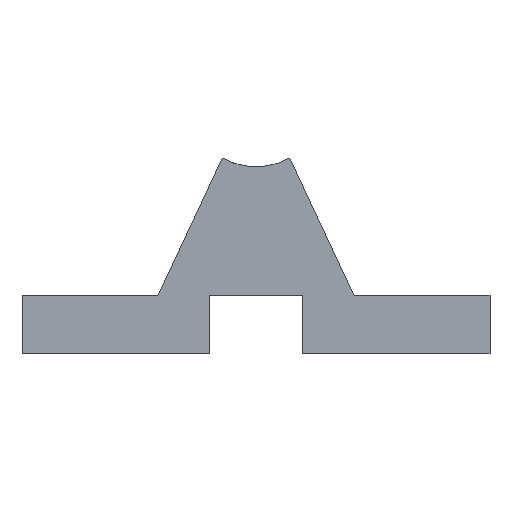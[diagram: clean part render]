
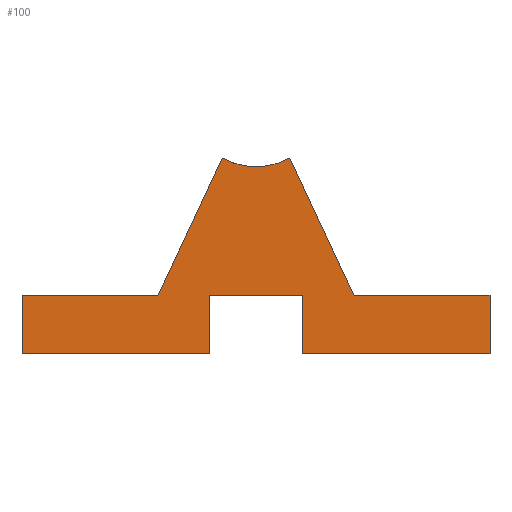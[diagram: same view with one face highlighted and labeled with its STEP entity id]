
A CAD part, front view. The second image highlights one B-rep face of the part: STEP entity #100.
In plain terms, the highlighted planar face has unit normal (0, -1, 0).
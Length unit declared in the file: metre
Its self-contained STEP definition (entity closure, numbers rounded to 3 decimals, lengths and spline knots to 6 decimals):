
#100 = ADVANCED_FACE( '', ( #256 ), #257, .T. );
#256 = FACE_OUTER_BOUND( '', #449, .T. );
#257 = PLANE( '', #450 );
#449 = EDGE_LOOP( '', ( #695, #696, #697, #698, #699, #700, #701, #702, #703, #704, #705, #706 ) );
#450 = AXIS2_PLACEMENT_3D( '', #707, #708, #709 );
#695 = ORIENTED_EDGE( '', *, *, #938, .F. );
#696 = ORIENTED_EDGE( '', *, *, #935, .T. );
#697 = ORIENTED_EDGE( '', *, *, #893, .T. );
#698 = ORIENTED_EDGE( '', *, *, #939, .T. );
#699 = ORIENTED_EDGE( '', *, *, #940, .F. );
#700 = ORIENTED_EDGE( '', *, *, #941, .F. );
#701 = ORIENTED_EDGE( '', *, *, #926, .F. );
#702 = ORIENTED_EDGE( '', *, *, #942, .F. );
#703 = ORIENTED_EDGE( '', *, *, #880, .F. );
#704 = ORIENTED_EDGE( '', *, *, #921, .F. );
#705 = ORIENTED_EDGE( '', *, *, #907, .F. );
#706 = ORIENTED_EDGE( '', *, *, #870, .F. );
#707 = CARTESIAN_POINT( '', ( 0., 0., 0.022 ) );
#708 = DIRECTION( '', ( 0., -1., 0. ) );
#709 = DIRECTION( '', ( 0., 0., -1. ) );
#870 = EDGE_CURVE( '', #1002, #1003, #1004, .T. );
#880 = EDGE_CURVE( '', #1020, #1021, #1022, .T. );
#893 = EDGE_CURVE( '', #1046, #1044, #1047, .T. );
#907 = EDGE_CURVE( '', #1003, #1071, #1072, .T. );
#921 = EDGE_CURVE( '', #1071, #1020, #1092, .T. );
#926 = EDGE_CURVE( '', #1099, #1100, #1101, .T. );
#935 = EDGE_CURVE( '', #1116, #1046, #1117, .T. );
#938 = EDGE_CURVE( '', #1116, #1002, #1120, .T. );
#939 = EDGE_CURVE( '', #1044, #1121, #1122, .T. );
#940 = EDGE_CURVE( '', #1123, #1121, #1124, .T. );
#941 = EDGE_CURVE( '', #1100, #1123, #1125, .T. );
#942 = EDGE_CURVE( '', #1021, #1099, #1126, .T. );
#1002 = VERTEX_POINT( '', #1322 );
#1003 = VERTEX_POINT( '', #1323 );
#1004 = LINE( '', #1324, #1325 );
#1020 = VERTEX_POINT( '', #1470 );
#1021 = VERTEX_POINT( '', #1471 );
#1022 = CIRCLE( '', #1472, 0.006 );
#1044 = VERTEX_POINT( '', #1749 );
#1046 = VERTEX_POINT( '', #1752 );
#1047 = LINE( '', #1753, #1754 );
#1071 = VERTEX_POINT( '', #1779 );
#1072 = LINE( '', #1780, #1781 );
#1092 = LINE( '', #1803, #1804 );
#1099 = VERTEX_POINT( '', #1812 );
#1100 = VERTEX_POINT( '', #1813 );
#1101 = LINE( '', #1814, #1815 );
#1116 = VERTEX_POINT( '', #1834 );
#1117 = LINE( '', #1835, #1836 );
#1120 = LINE( '', #1840, #1841 );
#1121 = VERTEX_POINT( '', #1842 );
#1122 = LINE( '', #1843, #1844 );
#1123 = VERTEX_POINT( '', #1845 );
#1124 = LINE( '', #1846, #1847 );
#1125 = LINE( '', #1848, #1849 );
#1126 = LINE( '', #1850, #1851 );
#1322 = CARTESIAN_POINT( '', ( -0.02, 0., 0. ) );
#1323 = CARTESIAN_POINT( '', ( -0.02, 0., 0.005 ) );
#1324 = CARTESIAN_POINT( '', ( -0.02, 0., 0. ) );
#1325 = VECTOR( '', #1926, 1. );
#1470 = CARTESIAN_POINT( '', ( -0.0029, 0., 0.016747 ) );
#1471 = CARTESIAN_POINT( '', ( 0.0029, 0., 0.016747 ) );
#1472 = AXIS2_PLACEMENT_3D( '', #1936, #1937, #1938 );
#1749 = CARTESIAN_POINT( '', ( 0.004, 0., 0.005 ) );
#1752 = CARTESIAN_POINT( '', ( -0.004, 0., 0.005 ) );
#1753 = CARTESIAN_POINT( '', ( -0.004, 0., 0.005 ) );
#1754 = VECTOR( '', #1952, 1. );
#1779 = CARTESIAN_POINT( '', ( -0.008378, 0., 0.005 ) );
#1780 = CARTESIAN_POINT( '', ( -0.02, 0., 0.005 ) );
#1781 = VECTOR( '', #1984, 1. );
#1803 = CARTESIAN_POINT( '', ( -0.008378, 0., 0.005 ) );
#1804 = VECTOR( '', #2002, 1. );
#1812 = CARTESIAN_POINT( '', ( 0.008378, 0., 0.005 ) );
#1813 = CARTESIAN_POINT( '', ( 0.02, 0., 0.005 ) );
#1814 = CARTESIAN_POINT( '', ( 0.02, 0., 0.005 ) );
#1815 = VECTOR( '', #2010, 1. );
#1834 = CARTESIAN_POINT( '', ( -0.004, 0., 0. ) );
#1835 = CARTESIAN_POINT( '', ( -0.004, 0., 0. ) );
#1836 = VECTOR( '', #2024, 1. );
#1840 = CARTESIAN_POINT( '', ( 0.02, 0., 0. ) );
#1841 = VECTOR( '', #2026, 1. );
#1842 = CARTESIAN_POINT( '', ( 0.004, 0., 0. ) );
#1843 = CARTESIAN_POINT( '', ( 0.004, 0., 0.005 ) );
#1844 = VECTOR( '', #2027, 1. );
#1845 = CARTESIAN_POINT( '', ( 0.02, 0., 0. ) );
#1846 = CARTESIAN_POINT( '', ( 0.02, 0., 0. ) );
#1847 = VECTOR( '', #2028, 1. );
#1848 = CARTESIAN_POINT( '', ( 0.02, 0., 0. ) );
#1849 = VECTOR( '', #2029, 1. );
#1850 = CARTESIAN_POINT( '', ( 0.008378, 0., 0.005 ) );
#1851 = VECTOR( '', #2030, 1. );
#1926 = DIRECTION( '', ( 0., 0., 1. ) );
#1936 = CARTESIAN_POINT( '', ( 0., 0., 0.022 ) );
#1937 = DIRECTION( '', ( 0., -1., 0. ) );
#1938 = DIRECTION( '', ( 1., 0., 0. ) );
#1952 = DIRECTION( '', ( 1., 0., 0. ) );
#1984 = DIRECTION( '', ( 1., 0., 0. ) );
#2002 = DIRECTION( '', ( 0.423, 0., 0.906 ) );
#2010 = DIRECTION( '', ( 1., 0., 0. ) );
#2024 = DIRECTION( '', ( 0., 0., 1. ) );
#2026 = DIRECTION( '', ( -1., 0., 0. ) );
#2027 = DIRECTION( '', ( 0., 0., -1. ) );
#2028 = DIRECTION( '', ( -1., 0., 0. ) );
#2029 = DIRECTION( '', ( 0., 0., -1. ) );
#2030 = DIRECTION( '', ( 0.423, 0., -0.906 ) );
